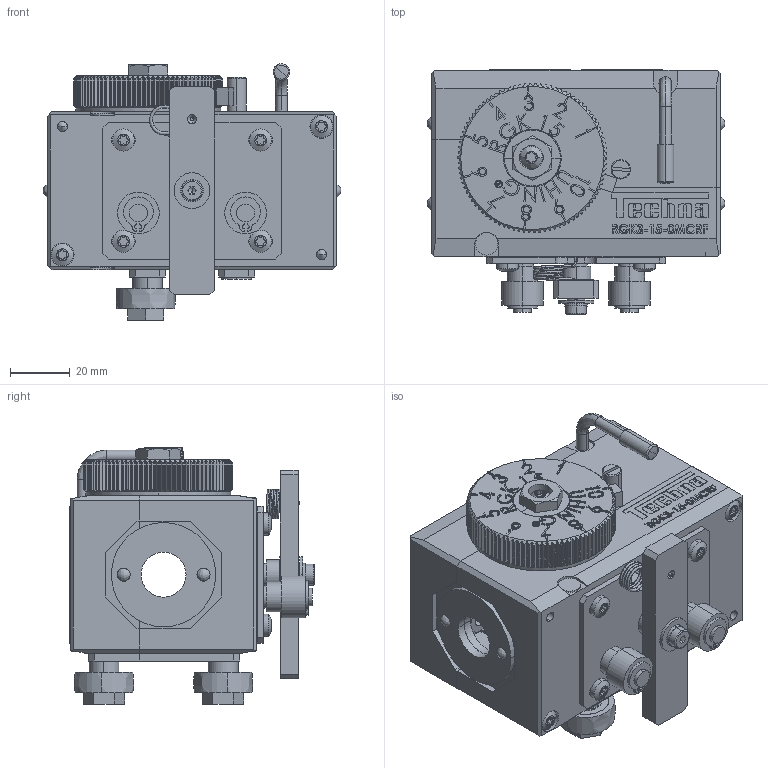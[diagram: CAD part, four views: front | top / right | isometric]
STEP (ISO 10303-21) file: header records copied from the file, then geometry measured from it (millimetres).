
FILE_DESCRIPTION (( 'STEP AP214' ), '1' );
FILE_NAME ('RGK3-15-0MCRF.STEP', '2020-06-15T11:02:49', ( '' ), ( '' ), 'SwSTEP 2.0', 'SolidWorks 2020', '' );
FILE_SCHEMA (( 'AUTOMOTIVE_DESIGN' ));
Length unit declared in the file: millimetre
Products named in the file (1): RGK3-15-0MCRF
Bounding box: 100 x 82.1 x 86.1 mm (x, y, z)
Volume: 150802.4 mm3; surface area: 118601.5 mm2
Topology: 61 solids, 61 shells, 5133 faces, 13319 edges, 8439 vertices
Faces by surface type: plane 3244, cylinder 1360, bspline 267, cone 242, torus 20
Entity records: 175942 total; most frequent: CARTESIAN_POINT 48950, ORIENTED_EDGE 26516, DIRECTION 24429, EDGE_CURVE 13258, AXIS2_PLACEMENT_3D 8647, VERTEX_POINT 8438, VECTOR 7135, LINE 7135
